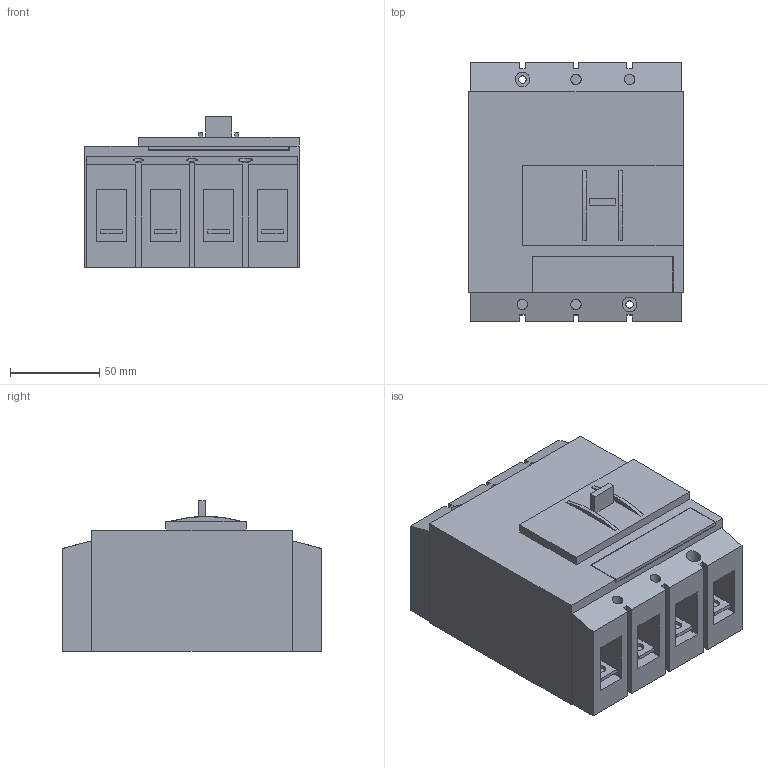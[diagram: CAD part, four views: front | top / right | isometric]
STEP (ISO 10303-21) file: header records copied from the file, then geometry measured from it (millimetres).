
FILE_DESCRIPTION (( 'STEP AP214' ), '1' );
FILE_NAME ('nzm1_4p.STEP', '2011-03-04T14:00:40', ( 'mvlk' ), ( '' ), 'SwSTEP 2.0', 'SolidWorks 2010', '' );
FILE_SCHEMA (( 'AUTOMOTIVE_DESIGN' ));
Length unit declared in the file: millimetre
Products named in the file (4): nzm1_4p_p1; nzm1_4p_p2; nzm1_4p_p3; nzm1_4p
Assembly tree (4 placements, depth 2):
  nzm1_4p
    nzm1_4p_p3
    nzm1_4p_p2  x2
    nzm1_4p_p1
Bounding box: 120 x 145 x 84.52 mm (x, y, z)
Volume: 1098533.5 mm3; surface area: 113681.9 mm2
Topology: 4 solids, 4 shells, 180 faces, 466 edges, 310 vertices
Faces by surface type: plane 145, cylinder 35
Entity records: 4266 total; most frequent: CARTESIAN_POINT 736, ORIENTED_EDGE 692, DIRECTION 672, EDGE_CURVE 346, VECTOR 292, LINE 292, VERTEX_POINT 230, AXIS2_PLACEMENT_3D 190
